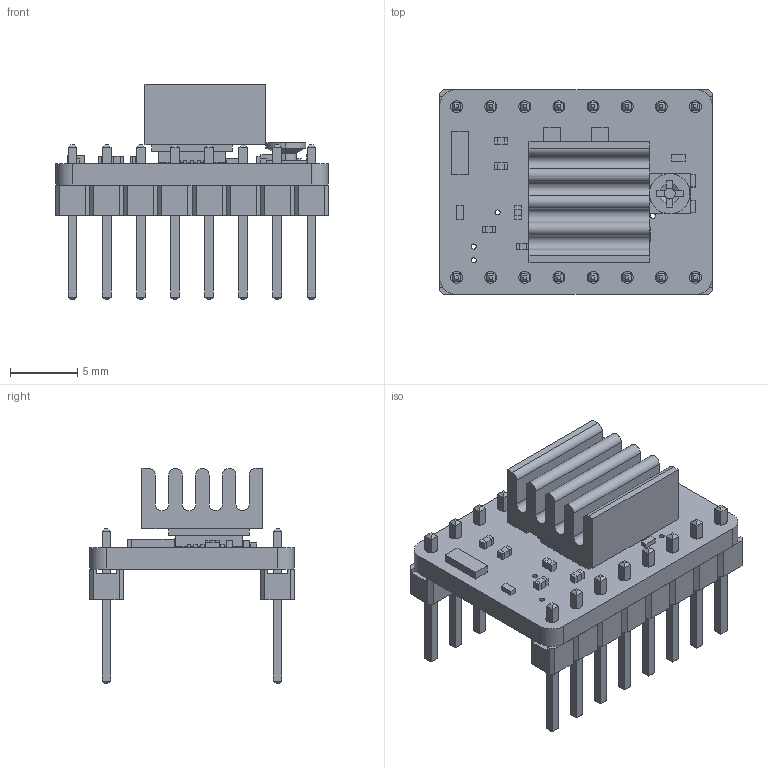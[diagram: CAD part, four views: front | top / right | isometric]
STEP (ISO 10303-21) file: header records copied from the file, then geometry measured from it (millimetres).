
FILE_DESCRIPTION (( 'STEP AP214' ), '1' );
FILE_NAME ('A4988 RED.STEP', '2017-08-26T05:31:10', ( 'CONGMANHRD' ), ( '' ), 'SwSTEP 2.0', 'SolidWorks 2016', '' );
FILE_SCHEMA (( 'AUTOMOTIVE_DESIGN' ));
Length unit declared in the file: millimetre
Products named in the file (10): 0805_RESISTOR; 0402RES_RESISTOR0402RES; QFN28ET_A4983; 1206_CAP1206; 0402CAP_CAP0402CAP; stepstick; A4988 RED; Pin header pitch 2.54mm_08 contacts; Heatsink For A4988; TRIMPOT3MM_TRIMPOTSMD
Assembly tree (19 placements, depth 2):
  A4988 RED
    stepstick
    0402CAP_CAP0402CAP  x6
    1206_CAP1206
    QFN28ET_A4983
    0402RES_RESISTOR0402RES  x4
    0805_RESISTOR  x2
    TRIMPOT3MM_TRIMPOTSMD
    Heatsink For A4988
    Pin header pitch 2.54mm_08 contacts  x2
Bounding box: 20.32 x 15.24 x 16.04 mm (x, y, z)
Volume: 1045.3 mm3; surface area: 2647.1 mm2
Topology: 94 solids, 94 shells, 1148 faces, 2739 edges, 1782 vertices
Faces by surface type: plane 976, cylinder 166, cone 6
Entity records: 25832 total; most frequent: CARTESIAN_POINT 3973, DIRECTION 3841, ORIENTED_EDGE 3806, EDGE_CURVE 1903, LINE 1549, VECTOR 1549, VERTEX_POINT 1246, AXIS2_PLACEMENT_3D 1146
